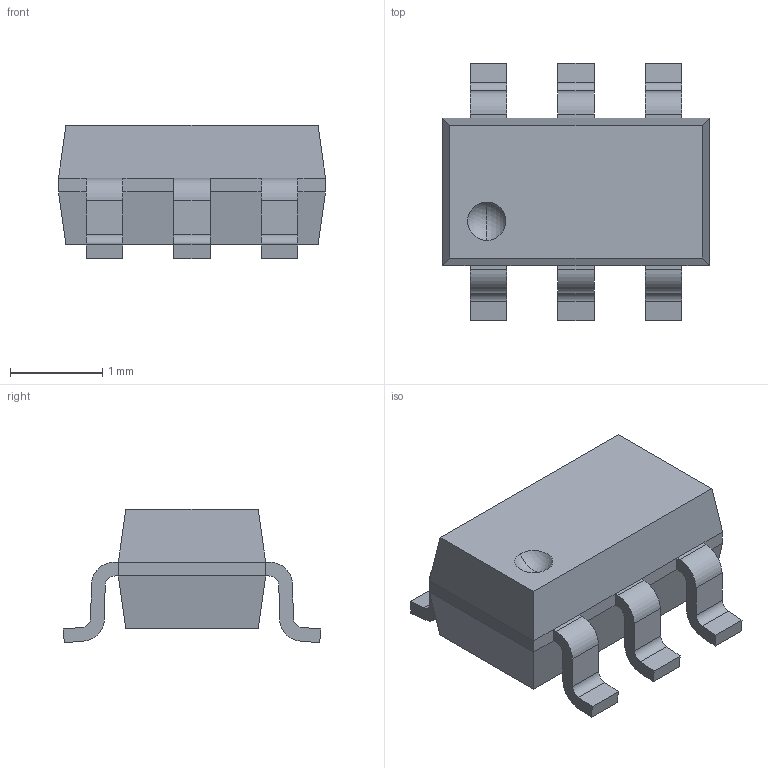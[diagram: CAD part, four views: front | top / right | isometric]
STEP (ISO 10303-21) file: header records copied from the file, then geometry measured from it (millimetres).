
FILE_DESCRIPTION (( 'STEP AP214' ), '1' );
FILE_NAME ('86A90D2C-B767-49A4-AB8D-FEB2AB8EDC67.STEP', '2024-05-03T08:57:30', ( '' ), ( '' ), 'SwSTEP 2.0', 'SolidWorks 2022', '' );
FILE_SCHEMA (( 'AUTOMOTIVE_DESIGN' ));
Length unit declared in the file: millimetre
Products named in the file (1): 86A90D2C-B767-49A4-AB8D-FEB2AB8EDC67
Bounding box: 2.9 x 2.8 x 1.45 mm (x, y, z)
Volume: 6 mm3; surface area: 26.9 mm2
Topology: 1 solids, 1 shells, 100 faces, 259 edges, 162 vertices
Faces by surface type: plane 74, cylinder 24, sphere 2
Entity records: 3274 total; most frequent: CARTESIAN_POINT 522, ORIENTED_EDGE 518, DIRECTION 512, EDGE_CURVE 259, LINE 208, VECTOR 208, VERTEX_POINT 162, AXIS2_PLACEMENT_3D 152
